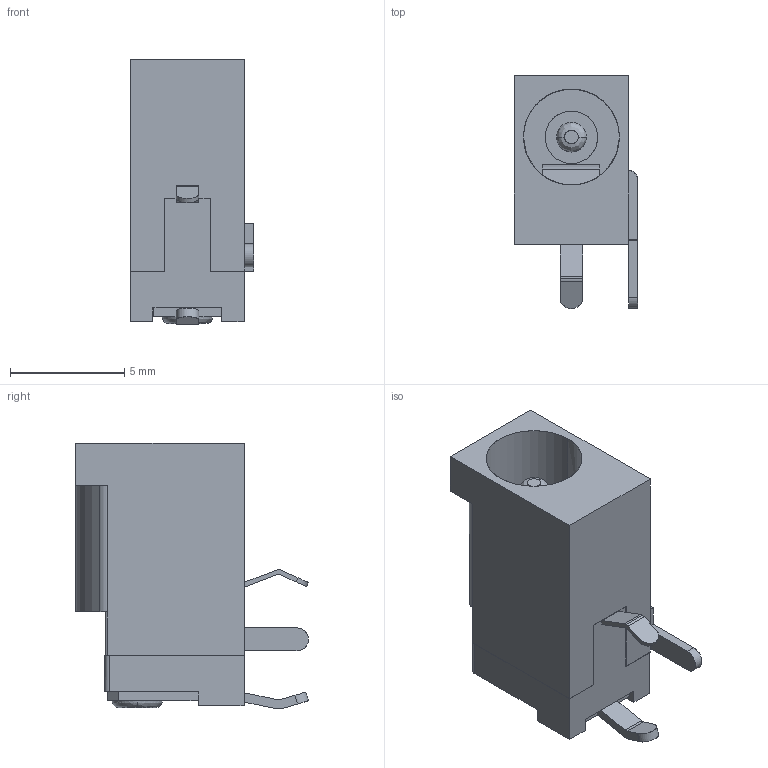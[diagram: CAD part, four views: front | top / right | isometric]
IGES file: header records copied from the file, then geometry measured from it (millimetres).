
Start section: SolidWorks IGES file using analytic representation for surfaces
Global section: file name: KLDX-0201-BCHT-1_rA2.IGS; native system: SolidWorks 2014; preprocessor: SolidWorks 2014; author: Ckelleher; date: 161019.154148; units: millimetre
Bounding box: 5.4 x 10.2 x 11.65 mm (x, y, z)
Surface area: 488.3 mm2 (no closed solid volume)
Topology: 0 solids, 0 shells, 107 faces, 857 edges, 857 vertices
Faces by surface type: bspline 75, revolution 32
